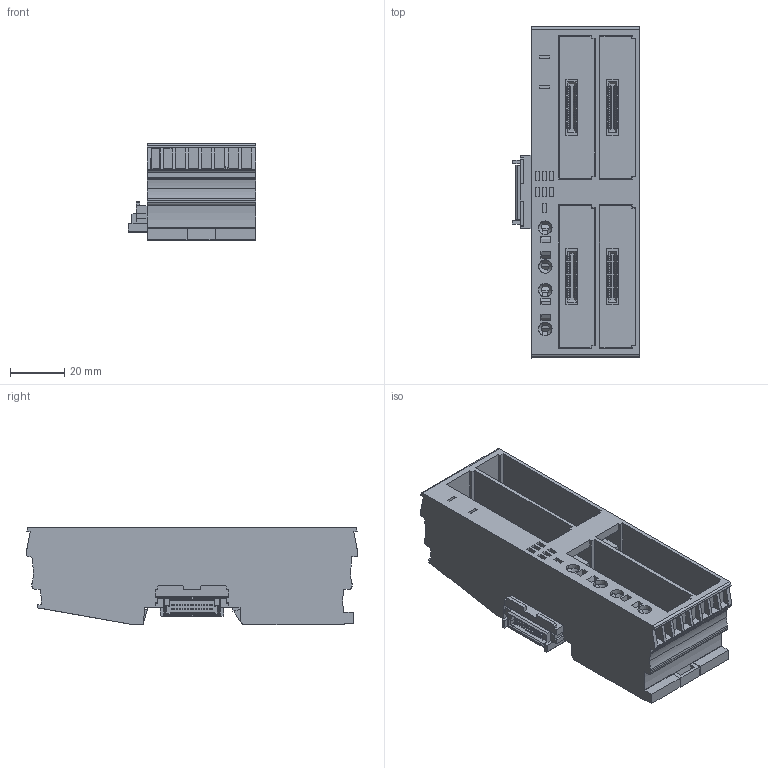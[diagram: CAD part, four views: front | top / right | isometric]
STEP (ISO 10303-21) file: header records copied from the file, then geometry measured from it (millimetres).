
FILE_DESCRIPTION(('HOOPS Exchange Step'),'2;1');
FILE_NAME('export-B1BEC3D9-7A73-454F-8390-759C601B6BF4.stp','2024-05-05T09:24:03+02:00',('Engineering'),('Alibre'),'HOOPS Exchange 2023.0','Alibre','Unknown authorisation');
FILE_SCHEMA( ('AP242_MANAGED_MODEL_BASED_3D_ENGINEERING_MIM_LF {1 0 10303 442 1 1 4 }') );
Length unit declared in the file: millimetre
Products named in the file (2): 6820-1 Module carrier - AXL F BP SE4- 1088135; AXL_F_BP_SE4-select
Assembly tree (1 placements, depth 2):
  AXL_F_BP_SE4-select
    6820-1 Module carrier - AXL F BP SE4- 1088135
Bounding box: 46.84 x 122.4 x 35.8 mm (x, y, z)
Volume: 98653.7 mm3; surface area: 40862.6 mm2
Topology: 1 solids, 1 shells, 3319 faces, 9207 edges, 6130 vertices
Faces by surface type: plane 3232, bspline 34, cylinder 29, cone 24
Entity records: 112609 total; most frequent: CARTESIAN_POINT 21798, ORIENTED_EDGE 18414, DIRECTION 15816, EDGE_CURVE 9207, VECTOR 8976, LINE 8976, VERTEX_POINT 6130, EDGE_LOOP 3571
